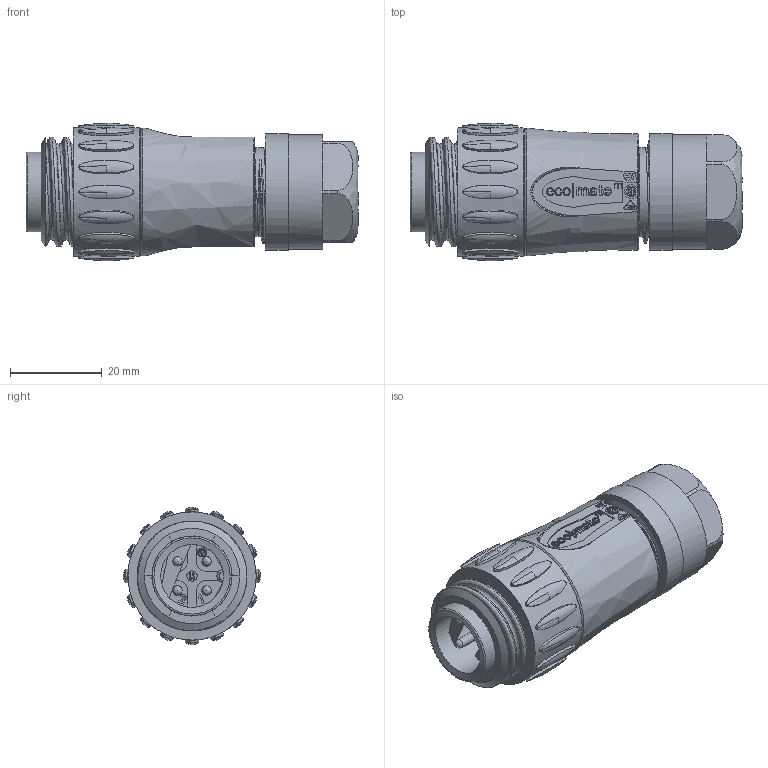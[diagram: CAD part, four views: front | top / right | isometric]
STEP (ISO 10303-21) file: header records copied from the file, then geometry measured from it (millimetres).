
FILE_DESCRIPTION((''),'2;1');
FILE_NAME('C016_20H003_110_10_Reduziert.stp', '2010-04-20T17:21:23',('User'),('SDRC'),'I-DEAS Master Series 9','UNIX', 'Yes');
FILE_SCHEMA(('CONFIG_CONTROL_DESIGN', 'GEOMETRIC_VALIDATION_PROPERTIES_MIM','SHAPE_APPEARANCE_LAYER_MIM'));
Length unit declared in the file: millimetre
Assembly tree (11 placements, depth 0):
Bounding box: 72.5 x 30 x 30 mm (x, y, z)
Volume: 11663.1 mm3; surface area: 21868.2 mm2
Topology: 7 solids, 11 shells, 1001 faces, 2671 edges, 1763 vertices
Faces by surface type: bspline 1001
Entity records: 41867 total; most frequent: CARTESIAN_POINT 24879, ORIENTED_EDGE 5175, EDGE_CURVE 2604, VERTEX_POINT 1723, EDGE_LOOP 1098, QUASI_UNIFORM_CURVE 1029, B_SPLINE_CURVE_WITH_KNOTS 1014, FACE_OUTER_BOUND 992
